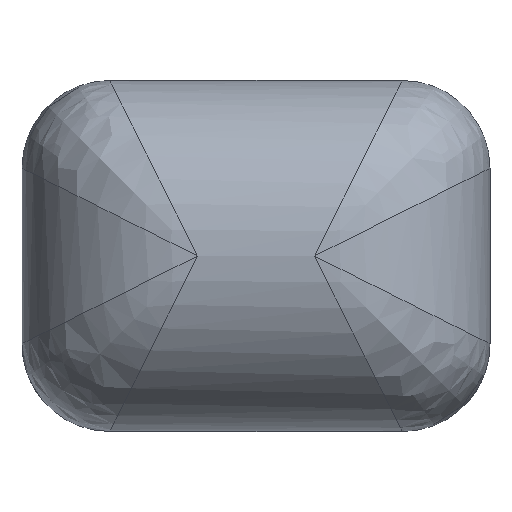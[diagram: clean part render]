
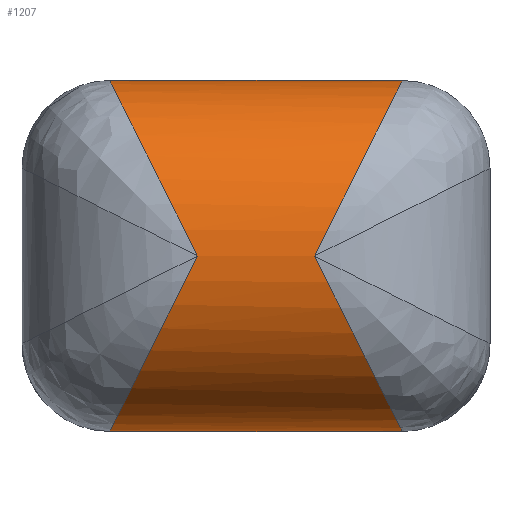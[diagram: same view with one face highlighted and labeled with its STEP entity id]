
A CAD part, left-side view. The second image highlights one B-rep face of the part: STEP entity #1207.
In plain terms, the highlighted cylindrical face has radius 30 mm (diameter 60 mm), a partial arc.
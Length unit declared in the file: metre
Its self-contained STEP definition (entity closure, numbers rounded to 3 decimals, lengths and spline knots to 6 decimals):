
#12=ELLIPSE('',#1330,0.033541,0.03);
#15=ELLIPSE('',#1333,0.033541,0.03);
#18=ELLIPSE('',#1339,0.033541,0.03);
#19=ELLIPSE('',#1340,0.033541,0.03);
#104=CYLINDRICAL_SURFACE('',#1338,0.03);
#258=ORIENTED_EDGE('',*,*,#481,.F.);
#259=ORIENTED_EDGE('',*,*,#580,.T.);
#260=ORIENTED_EDGE('',*,*,#586,.T.);
#261=ORIENTED_EDGE('',*,*,#577,.F.);
#262=ORIENTED_EDGE('',*,*,#587,.T.);
#263=ORIENTED_EDGE('',*,*,#583,.T.);
#481=EDGE_CURVE('',#661,#658,#769,.F.);
#577=EDGE_CURVE('',#696,#679,#823,.T.);
#580=EDGE_CURVE('',#661,#742,#12,.F.);
#583=EDGE_CURVE('',#743,#658,#15,.F.);
#586=EDGE_CURVE('',#742,#679,#18,.F.);
#587=EDGE_CURVE('',#696,#743,#19,.F.);
#658=VERTEX_POINT('',#1784);
#661=VERTEX_POINT('',#1789);
#679=VERTEX_POINT('',#1835);
#696=VERTEX_POINT('',#1870);
#742=VERTEX_POINT('',#2016);
#743=VERTEX_POINT('',#2049);
#769=LINE('',#1790,#877);
#823=LINE('',#1980,#931);
#877=VECTOR('',#1410,1.);
#931=VECTOR('',#1576,1.);
#1008=EDGE_LOOP('',(#258,#259,#260,#261,#262,#263));
#1092=FACE_BOUND('',#1008,.T.);
#1207=ADVANCED_FACE('',(#1092),#104,.T.);
#1330=AXIS2_PLACEMENT_3D('',#2015,#1585,#1586);
#1333=AXIS2_PLACEMENT_3D('',#2050,#1591,#1592);
#1338=AXIS2_PLACEMENT_3D('',#2055,#1601,#1602);
#1339=AXIS2_PLACEMENT_3D('',#2056,#1603,#1604);
#1340=AXIS2_PLACEMENT_3D('',#2057,#1605,#1606);
#1410=DIRECTION('',(0.,1.,0.));
#1576=DIRECTION('',(0.,1.,0.));
#1585=DIRECTION('',(0.,0.894,-0.447));
#1586=DIRECTION('',(0.,0.447,0.894));
#1591=DIRECTION('',(0.,-0.894,-0.447));
#1592=DIRECTION('',(0.,0.447,-0.894));
#1601=DIRECTION('',(0.,1.,0.));
#1602=DIRECTION('',(0.,0.,1.));
#1603=DIRECTION('',(0.,0.894,0.447));
#1604=DIRECTION('',(0.,-0.447,0.894));
#1605=DIRECTION('',(0.,-0.894,0.447));
#1606=DIRECTION('',(0.,-0.447,-0.894));
#1784=CARTESIAN_POINT('',(-0.04,-0.025,0.03));
#1789=CARTESIAN_POINT('',(-0.04,0.025,0.03));
#1790=CARTESIAN_POINT('',(-0.04,0.,0.03));
#1835=CARTESIAN_POINT('',(-0.04,0.025,-0.03));
#1870=CARTESIAN_POINT('',(-0.04,-0.025,-0.03));
#1980=CARTESIAN_POINT('',(-0.04,0.025,-0.03));
#2015=CARTESIAN_POINT('',(-0.04,0.01,0.));
#2016=CARTESIAN_POINT('',(-0.07,0.01,0.));
#2049=CARTESIAN_POINT('',(-0.07,-0.01,0.));
#2050=CARTESIAN_POINT('',(-0.04,-0.01,0.));
#2055=CARTESIAN_POINT('',(-0.04,0.,0.));
#2056=CARTESIAN_POINT('',(-0.04,0.01,0.));
#2057=CARTESIAN_POINT('',(-0.04,-0.01,0.));
